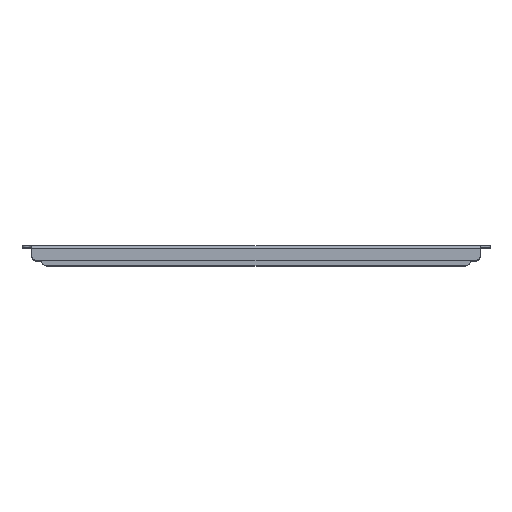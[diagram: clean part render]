
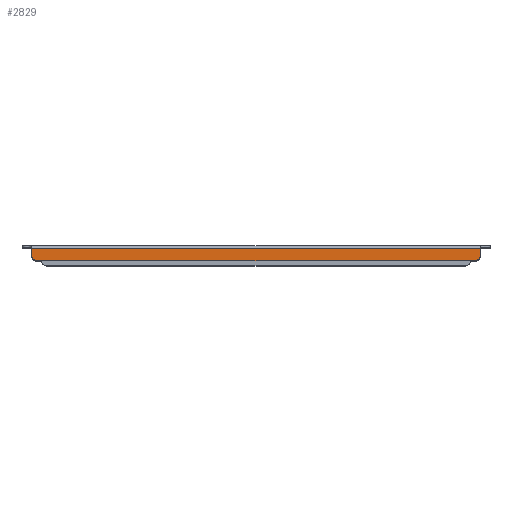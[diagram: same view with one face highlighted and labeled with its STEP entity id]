
A CAD part, top view. The second image highlights one B-rep face of the part: STEP entity #2829.
In plain terms, the highlighted planar face has unit normal (0, 0, 1).
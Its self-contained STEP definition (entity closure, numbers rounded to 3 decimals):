
#9 = VERTEX_POINT ( 'NONE', #2000 ) ;
#12 = AXIS2_PLACEMENT_3D ( 'NONE', #2197, #3283, #3011 ) ;
#70 = ORIENTED_EDGE ( 'NONE', *, *, #3309, .T. ) ;
#315 = CARTESIAN_POINT ( 'NONE',  ( -223.25, -10., 47.45 ) ) ;
#443 = DIRECTION ( 'NONE',  ( -1., 0., 0. ) ) ;
#584 = DIRECTION ( 'NONE',  ( 0., -1., 0. ) ) ;
#589 = DIRECTION ( 'NONE',  ( -1., 0., 0. ) ) ;
#650 = EDGE_CURVE ( 'NONE', #2742, #9, #1238, .T. ) ;
#1104 = PLANE ( 'NONE',  #12 ) ;
#1238 = LINE ( 'NONE', #2888, #2354 ) ;
#1407 = VERTEX_POINT ( 'NONE', #2279 ) ;
#1617 = ORIENTED_EDGE ( 'NONE', *, *, #2929, .F. ) ;
#1693 = EDGE_CURVE ( 'NONE', #2851, #9, #3468, .T. ) ;
#1722 = CARTESIAN_POINT ( 'NONE',  ( 0., -3., 47.45 ) ) ;
#1796 = CARTESIAN_POINT ( 'NONE',  ( 228.25, -15., 47.45 ) ) ;
#1829 = VECTOR ( 'NONE', #3156, 1000. ) ;
#1883 = AXIS2_PLACEMENT_3D ( 'NONE', #3454, #3210, #2140 ) ;
#2000 = CARTESIAN_POINT ( 'NONE',  ( -223.25, -15., 47.45 ) ) ;
#2118 = VECTOR ( 'NONE', #589, 1000. ) ;
#2140 = DIRECTION ( 'NONE',  ( 0., -1., 0. ) ) ;
#2177 = CARTESIAN_POINT ( 'NONE',  ( 223.25, -15., 47.45 ) ) ;
#2197 = CARTESIAN_POINT ( 'NONE',  ( 0., 0., 47.45 ) ) ;
#2232 = AXIS2_PLACEMENT_3D ( 'NONE', #315, #2741, #584 ) ;
#2235 = ORIENTED_EDGE ( 'NONE', *, *, #3262, .F. ) ;
#2247 = DIRECTION ( 'NONE',  ( 0., 1., 0. ) ) ;
#2279 = CARTESIAN_POINT ( 'NONE',  ( -228.25, -3., 47.45 ) ) ;
#2301 = CARTESIAN_POINT ( 'NONE',  ( -228.25, -10., 47.45 ) ) ;
#2354 = VECTOR ( 'NONE', #443, 1000. ) ;
#2439 = CARTESIAN_POINT ( 'NONE',  ( 228.25, -10., 47.45 ) ) ;
#2461 = FACE_OUTER_BOUND ( 'NONE', #3307, .T. ) ;
#2477 = VERTEX_POINT ( 'NONE', #2439 ) ;
#2511 = LINE ( 'NONE', #2746, #2852 ) ;
#2573 = ORIENTED_EDGE ( 'NONE', *, *, #650, .F. ) ;
#2646 = EDGE_CURVE ( 'NONE', #2742, #2477, #3250, .T. ) ;
#2683 = CARTESIAN_POINT ( 'NONE',  ( 228.25, -3., 47.45 ) ) ;
#2723 = LINE ( 'NONE', #1796, #1829 ) ;
#2741 = DIRECTION ( 'NONE',  ( 0., 0., 1. ) ) ;
#2742 = VERTEX_POINT ( 'NONE', #2177 ) ;
#2746 = CARTESIAN_POINT ( 'NONE',  ( -228.25, -1.5, 47.45 ) ) ;
#2829 = ADVANCED_FACE ( 'NONE', ( #2461 ), #1104, .T. ) ;
#2851 = VERTEX_POINT ( 'NONE', #2301 ) ;
#2852 = VECTOR ( 'NONE', #2247, 1000. ) ;
#2888 = CARTESIAN_POINT ( 'NONE',  ( -228.25, -15., 47.45 ) ) ;
#2929 = EDGE_CURVE ( 'NONE', #2936, #2477, #2723, .T. ) ;
#2936 = VERTEX_POINT ( 'NONE', #2683 ) ;
#2969 = ORIENTED_EDGE ( 'NONE', *, *, #1693, .T. ) ;
#3011 = DIRECTION ( 'NONE',  ( 0., -1., 0. ) ) ;
#3121 = ORIENTED_EDGE ( 'NONE', *, *, #2646, .T. ) ;
#3156 = DIRECTION ( 'NONE',  ( 0., -1., 0. ) ) ;
#3210 = DIRECTION ( 'NONE',  ( 0., 0., 1. ) ) ;
#3250 = CIRCLE ( 'NONE', #1883, 5. ) ;
#3262 = EDGE_CURVE ( 'NONE', #2851, #1407, #2511, .T. ) ;
#3283 = DIRECTION ( 'NONE',  ( 0., 0., 1. ) ) ;
#3307 = EDGE_LOOP ( 'NONE', ( #2235, #2969, #2573, #3121, #1617, #70 ) ) ;
#3309 = EDGE_CURVE ( 'NONE', #2936, #1407, #3352, .T. ) ;
#3352 = LINE ( 'NONE', #1722, #2118 ) ;
#3454 = CARTESIAN_POINT ( 'NONE',  ( 223.25, -10., 47.45 ) ) ;
#3468 = CIRCLE ( 'NONE', #2232, 5. ) ;
